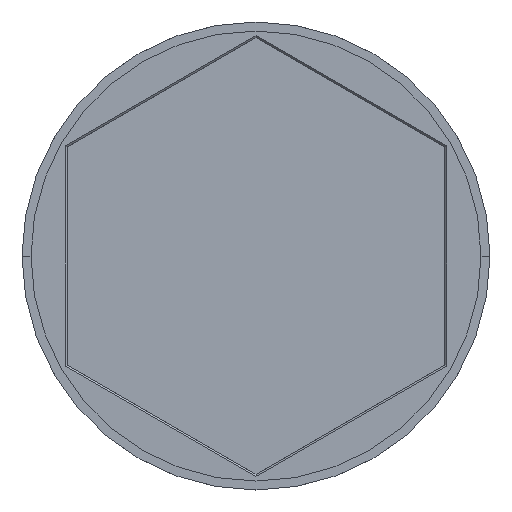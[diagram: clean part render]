
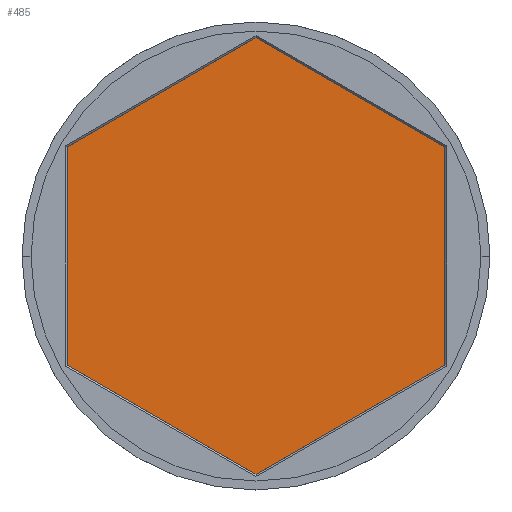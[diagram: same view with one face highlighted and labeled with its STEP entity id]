
A CAD part, top view. The second image highlights one B-rep face of the part: STEP entity #485.
In plain terms, the highlighted planar face has unit normal (0, 0, 1).
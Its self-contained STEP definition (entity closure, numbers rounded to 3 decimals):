
#13 = CARTESIAN_POINT ( 'NONE',  ( -10.5, 0., -2. ) ) ;
#112 = DIRECTION ( 'NONE',  ( 1., 0., 0. ) ) ;
#142 = CARTESIAN_POINT ( 'NONE',  ( 0., -12.124, -2. ) ) ;
#176 = VERTEX_POINT ( 'NONE', #904 ) ;
#202 = CARTESIAN_POINT ( 'NONE',  ( -10.5, -6.062, -2. ) ) ;
#224 = CARTESIAN_POINT ( 'NONE',  ( 5.25, -9.093, -2. ) ) ;
#230 = VERTEX_POINT ( 'NONE', #1515 ) ;
#268 = VECTOR ( 'NONE', #825, 1000. ) ;
#312 = VECTOR ( 'NONE', #382, 1000. ) ;
#313 = VECTOR ( 'NONE', #1074, 1000. ) ;
#325 = DIRECTION ( 'NONE',  ( 0.866, 0.5, 0. ) ) ;
#328 = LINE ( 'NONE', #944, #268 ) ;
#350 = PLANE ( 'NONE',  #1189 ) ;
#372 = VECTOR ( 'NONE', #325, 1000. ) ;
#382 = DIRECTION ( 'NONE',  ( 0., -1., 0. ) ) ;
#404 = CARTESIAN_POINT ( 'NONE',  ( 10.5, 6.062, -2. ) ) ;
#408 = ORIENTED_EDGE ( 'NONE', *, *, #1487, .T. ) ;
#412 = DIRECTION ( 'NONE',  ( -0.866, 0.5, 0. ) ) ;
#440 = LINE ( 'NONE', #605, #313 ) ;
#441 = ORIENTED_EDGE ( 'NONE', *, *, #969, .T. ) ;
#469 = EDGE_CURVE ( 'NONE', #230, #989, #440, .T. ) ;
#478 = DIRECTION ( 'NONE',  ( 0., 0., 1. ) ) ;
#479 = ORIENTED_EDGE ( 'NONE', *, *, #882, .T. ) ;
#485 = ADVANCED_FACE ( 'NONE', ( #846 ), #350, .T. ) ;
#519 = CARTESIAN_POINT ( 'NONE',  ( -5.25, -9.093, -2. ) ) ;
#605 = CARTESIAN_POINT ( 'NONE',  ( -5.25, 9.093, -2. ) ) ;
#769 = EDGE_CURVE ( 'NONE', #1148, #1213, #1252, .T. ) ;
#825 = DIRECTION ( 'NONE',  ( 0., 1., 0. ) ) ;
#846 = FACE_OUTER_BOUND ( 'NONE', #1246, .T. ) ;
#882 = EDGE_CURVE ( 'NONE', #1431, #230, #913, .T. ) ;
#889 = ORIENTED_EDGE ( 'NONE', *, *, #769, .T. ) ;
#904 = CARTESIAN_POINT ( 'NONE',  ( 10.5, -6.062, -2. ) ) ;
#913 = LINE ( 'NONE', #1037, #1248 ) ;
#944 = CARTESIAN_POINT ( 'NONE',  ( 10.5, 0., -2. ) ) ;
#969 = EDGE_CURVE ( 'NONE', #1213, #176, #1322, .T. ) ;
#985 = VECTOR ( 'NONE', #1004, 1000. ) ;
#988 = LINE ( 'NONE', #13, #312 ) ;
#989 = VERTEX_POINT ( 'NONE', #1201 ) ;
#1004 = DIRECTION ( 'NONE',  ( 0.866, -0.5, 0. ) ) ;
#1037 = CARTESIAN_POINT ( 'NONE',  ( 5.25, 9.093, -2. ) ) ;
#1074 = DIRECTION ( 'NONE',  ( -0.866, -0.5, 0. ) ) ;
#1148 = VERTEX_POINT ( 'NONE', #202 ) ;
#1189 = AXIS2_PLACEMENT_3D ( 'NONE', #1582, #478, #112 ) ;
#1201 = CARTESIAN_POINT ( 'NONE',  ( -10.5, 6.062, -2. ) ) ;
#1213 = VERTEX_POINT ( 'NONE', #142 ) ;
#1246 = EDGE_LOOP ( 'NONE', ( #479, #1584, #408, #889, #441, #1423 ) ) ;
#1248 = VECTOR ( 'NONE', #412, 1000. ) ;
#1252 = LINE ( 'NONE', #519, #985 ) ;
#1322 = LINE ( 'NONE', #224, #372 ) ;
#1423 = ORIENTED_EDGE ( 'NONE', *, *, #1507, .T. ) ;
#1431 = VERTEX_POINT ( 'NONE', #404 ) ;
#1487 = EDGE_CURVE ( 'NONE', #989, #1148, #988, .T. ) ;
#1507 = EDGE_CURVE ( 'NONE', #176, #1431, #328, .T. ) ;
#1515 = CARTESIAN_POINT ( 'NONE',  ( 0., 12.124, -2. ) ) ;
#1582 = CARTESIAN_POINT ( 'NONE',  ( 0., 0., -2. ) ) ;
#1584 = ORIENTED_EDGE ( 'NONE', *, *, #469, .T. ) ;
